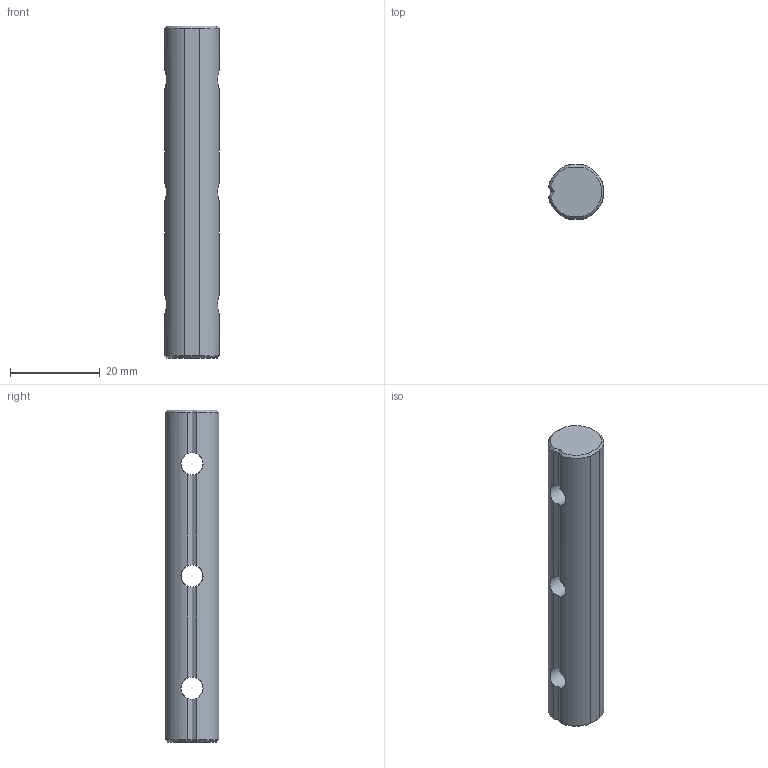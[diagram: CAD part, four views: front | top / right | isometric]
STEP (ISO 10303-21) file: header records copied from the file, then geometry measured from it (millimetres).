
FILE_DESCRIPTION(/* description */ ('Präzisions-Bolzen 75 M6'),/* implementation_level */ '2;1');
FILE_NAME(/* name */ 'SV1495S_A.stp',/* time_stamp */ '2015-11-30T13:34:02+01:00',/* author */ ('Marina Kaa'),/* organization */ (''),/* preprocessor_version */ 'ST-DEVELOPER v15.6',/* originating_system */ 'Autodesk Inventor 2015',/* authorisation */ '');
FILE_SCHEMA (('AUTOMOTIVE_DESIGN { 1 0 10303 214 3 1 1 }'));
Length unit declared in the file: millimetre
Products named in the file (1): SV1495S_A
Bounding box: 12.2 x 12 x 74 mm (x, y, z)
Volume: 8113 mm3; surface area: 3539.8 mm2
Topology: 1 solids, 1 shells, 41 faces, 114 edges, 69 vertices
Faces by surface type: plane 26, cone 8, cylinder 7
Full cylindrical faces by diameter (mm): 4.917 x3
Entity records: 1442 total; most frequent: CARTESIAN_POINT 426, ORIENTED_EDGE 216, DIRECTION 198, EDGE_CURVE 108, AXIS2_PLACEMENT_3D 76, VERTEX_POINT 66, LINE 46, VECTOR 46
